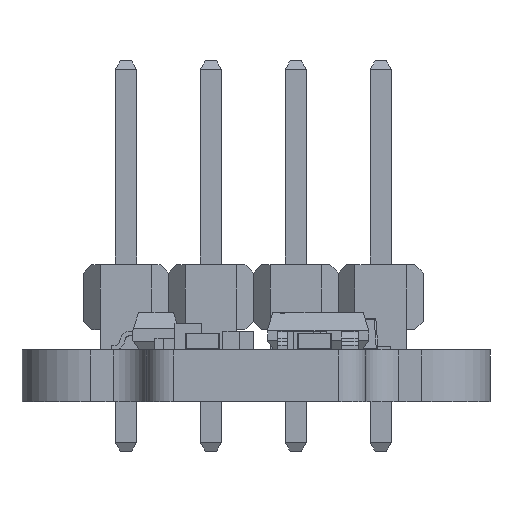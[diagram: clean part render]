
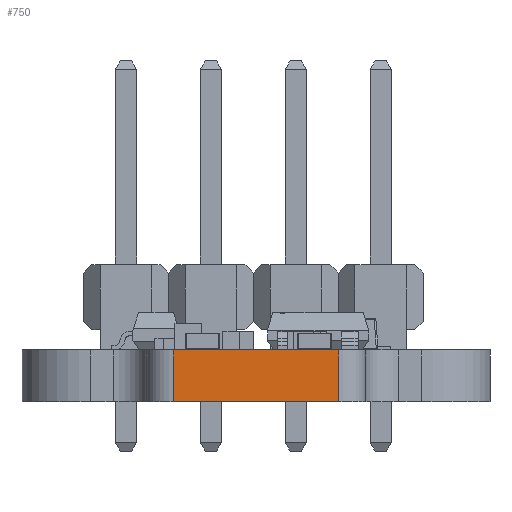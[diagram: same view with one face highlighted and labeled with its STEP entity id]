
A CAD part, front view. The second image highlights one B-rep face of the part: STEP entity #750.
In plain terms, the highlighted planar face has unit normal (0, -1, 0).
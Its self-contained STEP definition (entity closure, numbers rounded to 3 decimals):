
#723 = VERTEX_POINT('',#724);
#724 = CARTESIAN_POINT('',(2.47,-14.05,1.545));
#731 = EDGE_CURVE('',#732,#723,#734,.T.);
#732 = VERTEX_POINT('',#733);
#733 = CARTESIAN_POINT('',(2.47,-14.05,0.));
#734 = LINE('',#735,#736);
#735 = CARTESIAN_POINT('',(2.47,-14.05,0.));
#736 = VECTOR('',#737,1.);
#737 = DIRECTION('',(0.,0.,1.));
#750 = ADVANCED_FACE('',(#751),#776,.T.);
#751 = FACE_BOUND('',#752,.T.);
#752 = EDGE_LOOP('',(#753,#754,#762,#770));
#753 = ORIENTED_EDGE('',*,*,#731,.T.);
#754 = ORIENTED_EDGE('',*,*,#755,.T.);
#755 = EDGE_CURVE('',#723,#756,#758,.T.);
#756 = VERTEX_POINT('',#757);
#757 = CARTESIAN_POINT('',(-2.47,-14.05,1.545));
#758 = LINE('',#759,#760);
#759 = CARTESIAN_POINT('',(2.47,-14.05,1.545));
#760 = VECTOR('',#761,1.);
#761 = DIRECTION('',(-1.,0.,0.));
#762 = ORIENTED_EDGE('',*,*,#763,.F.);
#763 = EDGE_CURVE('',#764,#756,#766,.T.);
#764 = VERTEX_POINT('',#765);
#765 = CARTESIAN_POINT('',(-2.47,-14.05,0.));
#766 = LINE('',#767,#768);
#767 = CARTESIAN_POINT('',(-2.47,-14.05,0.));
#768 = VECTOR('',#769,1.);
#769 = DIRECTION('',(0.,0.,1.));
#770 = ORIENTED_EDGE('',*,*,#771,.F.);
#771 = EDGE_CURVE('',#732,#764,#772,.T.);
#772 = LINE('',#773,#774);
#773 = CARTESIAN_POINT('',(2.47,-14.05,0.));
#774 = VECTOR('',#775,1.);
#775 = DIRECTION('',(-1.,0.,0.));
#776 = PLANE('',#777);
#777 = AXIS2_PLACEMENT_3D('',#778,#779,#780);
#778 = CARTESIAN_POINT('',(2.47,-14.05,0.));
#779 = DIRECTION('',(0.,-1.,0.));
#780 = DIRECTION('',(-1.,0.,0.));
